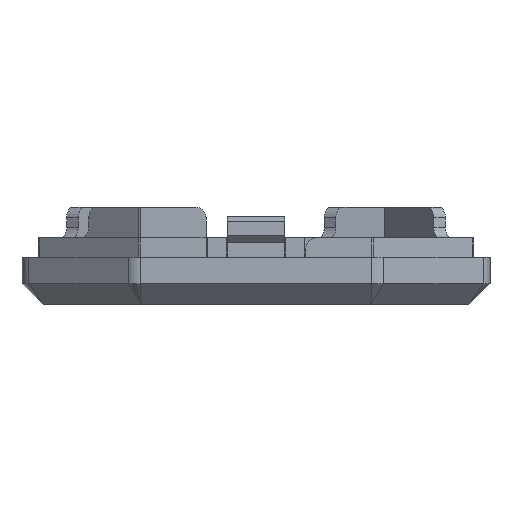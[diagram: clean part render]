
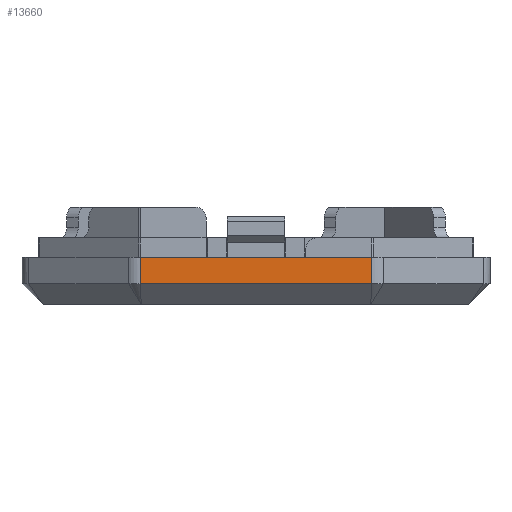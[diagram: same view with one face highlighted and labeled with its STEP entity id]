
A CAD part, front view. The second image highlights one B-rep face of the part: STEP entity #13660.
In plain terms, the highlighted planar face has unit normal (0, -1, 0).
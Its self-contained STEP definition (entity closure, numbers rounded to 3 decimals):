
#11286 = VERTEX_POINT('',#11287);
#11287 = CARTESIAN_POINT('',(-11.,-29.345,4.5));
#11294 = EDGE_CURVE('',#11295,#11286,#11297,.T.);
#11295 = VERTEX_POINT('',#11296);
#11296 = CARTESIAN_POINT('',(11.,-29.345,4.5));
#11297 = LINE('',#11298,#11299);
#11298 = CARTESIAN_POINT('',(11.,-29.345,4.5));
#11299 = VECTOR('',#11300,1.);
#11300 = DIRECTION('',(-1.,0.,0.));
#13638 = EDGE_CURVE('',#13639,#11295,#13641,.T.);
#13639 = VERTEX_POINT('',#13640);
#13640 = CARTESIAN_POINT('',(11.,-29.345,2.));
#13641 = LINE('',#13642,#13643);
#13642 = CARTESIAN_POINT('',(11.,-29.345,0.));
#13643 = VECTOR('',#13644,1.);
#13644 = DIRECTION('',(0.,0.,1.));
#13660 = ADVANCED_FACE('',(#13661),#13679,.T.);
#13661 = FACE_BOUND('',#13662,.T.);
#13662 = EDGE_LOOP('',(#13663,#13664,#13665,#13673));
#13663 = ORIENTED_EDGE('',*,*,#13638,.T.);
#13664 = ORIENTED_EDGE('',*,*,#11294,.T.);
#13665 = ORIENTED_EDGE('',*,*,#13666,.F.);
#13666 = EDGE_CURVE('',#13667,#11286,#13669,.T.);
#13667 = VERTEX_POINT('',#13668);
#13668 = CARTESIAN_POINT('',(-11.,-29.345,2.));
#13669 = LINE('',#13670,#13671);
#13670 = CARTESIAN_POINT('',(-11.,-29.345,0.));
#13671 = VECTOR('',#13672,1.);
#13672 = DIRECTION('',(0.,0.,1.));
#13673 = ORIENTED_EDGE('',*,*,#13674,.T.);
#13674 = EDGE_CURVE('',#13667,#13639,#13675,.T.);
#13675 = LINE('',#13676,#13677);
#13676 = CARTESIAN_POINT('',(-11.,-29.345,2.));
#13677 = VECTOR('',#13678,1.);
#13678 = DIRECTION('',(1.,0.,0.));
#13679 = PLANE('',#13680);
#13680 = AXIS2_PLACEMENT_3D('',#13681,#13682,#13683);
#13681 = CARTESIAN_POINT('',(11.,-29.345,0.));
#13682 = DIRECTION('',(0.,-1.,0.));
#13683 = DIRECTION('',(-1.,0.,0.));
